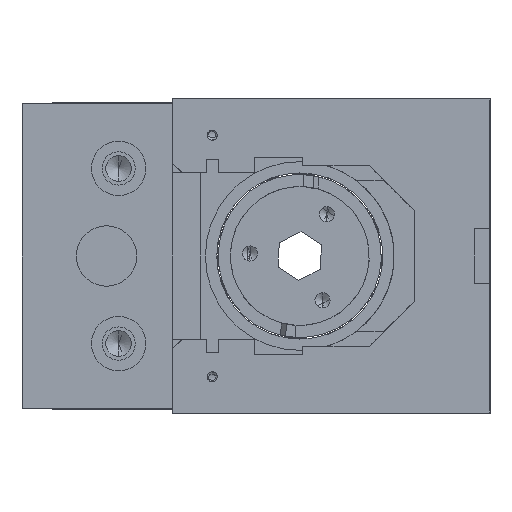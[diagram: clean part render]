
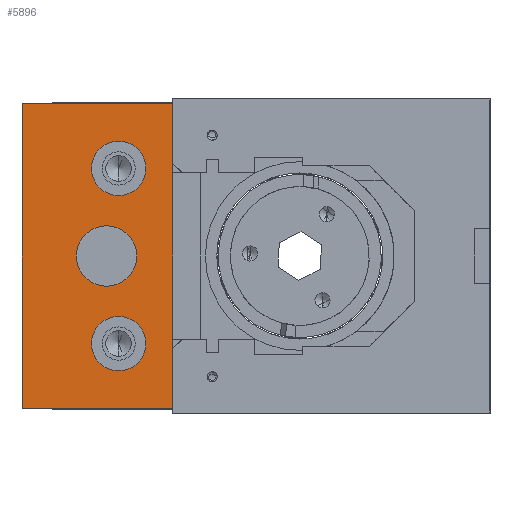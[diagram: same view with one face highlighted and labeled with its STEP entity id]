
A CAD part, left-side view. The second image highlights one B-rep face of the part: STEP entity #5896.
In plain terms, the highlighted face is planar.
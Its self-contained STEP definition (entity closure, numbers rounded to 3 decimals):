
#104 = CARTESIAN_POINT ( 'NONE',  ( 50.5, -25., 10. ) ) ;
#138 = DIRECTION ( 'NONE',  ( 0., 1., 0. ) ) ;
#139 = VECTOR ( 'NONE', #138, 1000. ) ;
#140 = CARTESIAN_POINT ( 'NONE',  ( 50.5, -25., 10. ) ) ;
#142 = CARTESIAN_POINT ( 'NONE',  ( 50.5, 25., 10. ) ) ;
#145 = LINE ( 'NONE', #140, #139 ) ;
#154 = DIRECTION ( 'NONE',  ( -1., 0., 0. ) ) ;
#155 = VECTOR ( 'NONE', #154, 1000. ) ;
#156 = CARTESIAN_POINT ( 'NONE',  ( -50.5, 25., 10. ) ) ;
#157 = LINE ( 'NONE', #156, #155 ) ;
#162 = CARTESIAN_POINT ( 'NONE',  ( -50.5, -25., 10. ) ) ;
#163 = DIRECTION ( 'NONE',  ( 0., -1., 0. ) ) ;
#164 = VECTOR ( 'NONE', #163, 1000. ) ;
#179 = CARTESIAN_POINT ( 'NONE',  ( -50.5, -25., 10. ) ) ;
#180 = LINE ( 'NONE', #179, #164 ) ;
#203 = DIRECTION ( 'NONE',  ( 1., 0., 0. ) ) ;
#204 = VECTOR ( 'NONE', #203, 1000. ) ;
#205 = CARTESIAN_POINT ( 'NONE',  ( -50.5, -25., 10. ) ) ;
#209 = LINE ( 'NONE', #205, #204 ) ;
#263 = DIRECTION ( 'NONE',  ( 1., 0., 0. ) ) ;
#264 = DIRECTION ( 'NONE',  ( 0., 0., 1. ) ) ;
#265 = CARTESIAN_POINT ( 'NONE',  ( -29., -7., 10. ) ) ;
#266 = AXIS2_PLACEMENT_3D ( 'NONE', #265, #264, #263 ) ;
#268 = CIRCLE ( 'NONE', #266, 9. ) ;
#823 = CIRCLE ( 'NONE', #873, 9. ) ;
#863 = DIRECTION ( 'NONE',  ( 1., 0., 0. ) ) ;
#864 = DIRECTION ( 'NONE',  ( 0., 0., 1. ) ) ;
#873 = AXIS2_PLACEMENT_3D ( 'NONE', #879, #864, #863 ) ;
#879 = CARTESIAN_POINT ( 'NONE',  ( 29., -7., 10. ) ) ;
#888 = DIRECTION ( 'NONE',  ( -1., 0., 0. ) ) ;
#889 = DIRECTION ( 'NONE',  ( 0., 0., -1. ) ) ;
#890 = CARTESIAN_POINT ( 'NONE',  ( 50.5, 25., 10. ) ) ;
#893 = FACE_OUTER_BOUND ( 'NONE', #6097, .T. ) ;
#897 = PLANE ( 'NONE',  #911 ) ;
#898 = FACE_BOUND ( 'NONE', #5870, .T. ) ;
#904 = FACE_BOUND ( 'NONE', #5494, .T. ) ;
#906 = FACE_BOUND ( 'NONE', #5453, .T. ) ;
#911 = AXIS2_PLACEMENT_3D ( 'NONE', #890, #889, #888 ) ;
#4065 = EDGE_CURVE ( 'NONE', #4222, #4678, #20695, .T. ) ;
#4222 = VERTEX_POINT ( 'NONE', #20743 ) ;
#4678 = VERTEX_POINT ( 'NONE', #20766 ) ;
#4736 = VERTEX_POINT ( 'NONE', #20756 ) ;
#5401 = ORIENTED_EDGE ( 'NONE', *, *, #6101, .F. ) ;
#5417 = VERTEX_POINT ( 'NONE', #104 ) ;
#5431 = EDGE_CURVE ( 'NONE', #5417, #5433, #145, .T. ) ;
#5433 = VERTEX_POINT ( 'NONE', #142 ) ;
#5451 = EDGE_CURVE ( 'NONE', #4736, #5462, #180, .T. ) ;
#5453 = EDGE_LOOP ( 'NONE', ( #5877, #5500 ) ) ;
#5456 = EDGE_CURVE ( 'NONE', #5433, #4736, #157, .T. ) ;
#5462 = VERTEX_POINT ( 'NONE', #162 ) ;
#5469 = EDGE_CURVE ( 'NONE', #5462, #5417, #209, .T. ) ;
#5494 = EDGE_LOOP ( 'NONE', ( #5401, #5878 ) ) ;
#5500 = ORIENTED_EDGE ( 'NONE', *, *, #15091, .F. ) ;
#5501 = EDGE_CURVE ( 'NONE', #15053, #15065, #268, .T. ) ;
#5864 = ORIENTED_EDGE ( 'NONE', *, *, #5431, .T. ) ;
#5869 = EDGE_CURVE ( 'NONE', #4678, #4222, #823, .T. ) ;
#5870 = EDGE_LOOP ( 'NONE', ( #6089, #6088 ) ) ;
#5875 = ORIENTED_EDGE ( 'NONE', *, *, #5456, .T. ) ;
#5877 = ORIENTED_EDGE ( 'NONE', *, *, #5501, .F. ) ;
#5878 = ORIENTED_EDGE ( 'NONE', *, *, #15084, .F. ) ;
#5896 = ADVANCED_FACE ( 'NONE', ( #904, #906, #898, #893 ), #897, .F. ) ;
#5952 = ORIENTED_EDGE ( 'NONE', *, *, #5451, .T. ) ;
#5967 = ORIENTED_EDGE ( 'NONE', *, *, #5469, .T. ) ;
#6088 = ORIENTED_EDGE ( 'NONE', *, *, #4065, .F. ) ;
#6089 = ORIENTED_EDGE ( 'NONE', *, *, #5869, .F. ) ;
#6097 = EDGE_LOOP ( 'NONE', ( #5864, #5875, #5952, #5967 ) ) ;
#6101 = EDGE_CURVE ( 'NONE', #15069, #15039, #6503, .T. ) ;
#6492 = DIRECTION ( 'NONE',  ( 1., 0., 0. ) ) ;
#6493 = DIRECTION ( 'NONE',  ( 0., 0., 1. ) ) ;
#6494 = CARTESIAN_POINT ( 'NONE',  ( 0., -3., 10. ) ) ;
#6503 = CIRCLE ( 'NONE', #6507, 10. ) ;
#6507 = AXIS2_PLACEMENT_3D ( 'NONE', #6494, #6493, #6492 ) ;
#8536 = CARTESIAN_POINT ( 'NONE',  ( -10., -3., 10. ) ) ;
#8557 = CARTESIAN_POINT ( 'NONE',  ( -20., -7., 10. ) ) ;
#8572 = CIRCLE ( 'NONE', #8610, 9. ) ;
#8575 = CIRCLE ( 'NONE', #8580, 10. ) ;
#8580 = AXIS2_PLACEMENT_3D ( 'NONE', #8626, #8625, #8624 ) ;
#8593 = CARTESIAN_POINT ( 'NONE',  ( -38., -7., 10. ) ) ;
#8596 = CARTESIAN_POINT ( 'NONE',  ( 10., -3., 10. ) ) ;
#8608 = DIRECTION ( 'NONE',  ( 1., 0., 0. ) ) ;
#8609 = DIRECTION ( 'NONE',  ( 0., 0., 1. ) ) ;
#8610 = AXIS2_PLACEMENT_3D ( 'NONE', #8614, #8609, #8608 ) ;
#8614 = CARTESIAN_POINT ( 'NONE',  ( -29., -7., 10. ) ) ;
#8624 = DIRECTION ( 'NONE',  ( 1., 0., 0. ) ) ;
#8625 = DIRECTION ( 'NONE',  ( 0., 0., 1. ) ) ;
#8626 = CARTESIAN_POINT ( 'NONE',  ( 0., -3., 10. ) ) ;
#15039 = VERTEX_POINT ( 'NONE', #8536 ) ;
#15053 = VERTEX_POINT ( 'NONE', #8557 ) ;
#15065 = VERTEX_POINT ( 'NONE', #8593 ) ;
#15069 = VERTEX_POINT ( 'NONE', #8596 ) ;
#15084 = EDGE_CURVE ( 'NONE', #15039, #15069, #8575, .T. ) ;
#15091 = EDGE_CURVE ( 'NONE', #15065, #15053, #8572, .T. ) ;
#20688 = DIRECTION ( 'NONE',  ( 1., 0., 0. ) ) ;
#20689 = DIRECTION ( 'NONE',  ( 0., 0., 1. ) ) ;
#20690 = CARTESIAN_POINT ( 'NONE',  ( 29., -7., 10. ) ) ;
#20692 = AXIS2_PLACEMENT_3D ( 'NONE', #20690, #20689, #20688 ) ;
#20695 = CIRCLE ( 'NONE', #20692, 9. ) ;
#20743 = CARTESIAN_POINT ( 'NONE',  ( 20., -7., 10. ) ) ;
#20756 = CARTESIAN_POINT ( 'NONE',  ( -50.5, 25., 10. ) ) ;
#20766 = CARTESIAN_POINT ( 'NONE',  ( 38., -7., 10. ) ) ;
